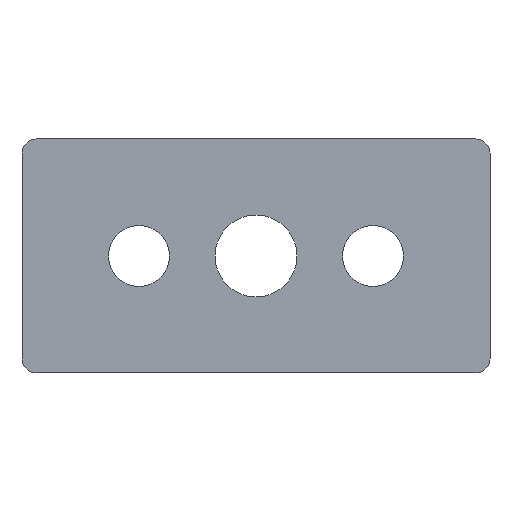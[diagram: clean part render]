
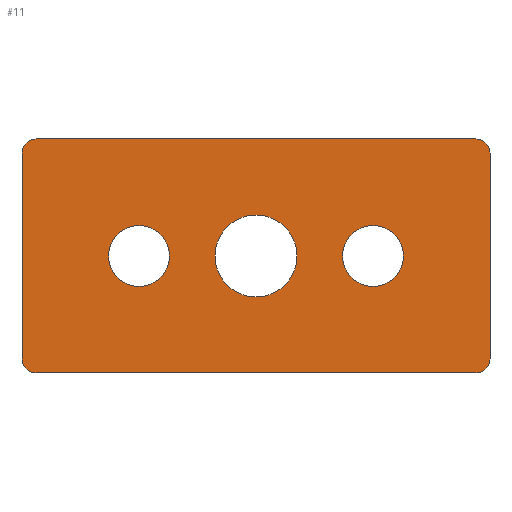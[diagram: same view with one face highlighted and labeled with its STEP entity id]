
A CAD part, front view. The second image highlights one B-rep face of the part: STEP entity #11.
In plain terms, the highlighted planar face has unit normal (0, -1, 0).
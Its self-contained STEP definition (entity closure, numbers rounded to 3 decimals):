
#11 = ADVANCED_FACE ( 'NONE', ( #259, #252, #247, #255 ), #457, .T. ) ;
#25 = VERTEX_POINT ( 'NONE', #533 ) ;
#27 = VERTEX_POINT ( 'NONE', #156 ) ;
#30 = VECTOR ( 'NONE', #530, 1000. ) ;
#38 = LINE ( 'NONE', #529, #30 ) ;
#50 = LINE ( 'NONE', #408, #69 ) ;
#54 = VECTOR ( 'NONE', #424, 1000. ) ;
#58 = LINE ( 'NONE', #423, #54 ) ;
#61 = VECTOR ( 'NONE', #418, 1000. ) ;
#64 = LINE ( 'NONE', #417, #61 ) ;
#69 = VECTOR ( 'NONE', #411, 1000. ) ;
#70 = CARTESIAN_POINT ( 'NONE',  ( 0., 0., 0. ) ) ;
#74 = VERTEX_POINT ( 'NONE', #155 ) ;
#86 = EDGE_LOOP ( 'NONE', ( #343 ) ) ;
#99 = VERTEX_POINT ( 'NONE', #308 ) ;
#102 = VERTEX_POINT ( 'NONE', #309 ) ;
#104 = VERTEX_POINT ( 'NONE', #304 ) ;
#108 = EDGE_CURVE ( 'NONE', #25, #25, #219, .T. ) ;
#109 = EDGE_CURVE ( 'NONE', #74, #74, #216, .T. ) ;
#110 = EDGE_CURVE ( 'NONE', #27, #27, #215, .T. ) ;
#111 = EDGE_CURVE ( 'NONE', #350, #104, #214, .T. ) ;
#112 = EDGE_CURVE ( 'NONE', #99, #102, #224, .T. ) ;
#113 = EDGE_CURVE ( 'NONE', #383, #348, #218, .T. ) ;
#114 = EDGE_CURVE ( 'NONE', #352, #385, #213, .T. ) ;
#121 = EDGE_CURVE ( 'NONE', #383, #102, #50, .T. ) ;
#125 = EDGE_CURVE ( 'NONE', #352, #348, #64, .T. ) ;
#128 = EDGE_CURVE ( 'NONE', #350, #385, #58, .T. ) ;
#137 = EDGE_CURVE ( 'NONE', #99, #104, #38, .T. ) ;
#148 = AXIS2_PLACEMENT_3D ( 'NONE', #459, #456, #461 ) ;
#149 = CARTESIAN_POINT ( 'NONE',  ( -47., 0., 25. ) ) ;
#150 = CARTESIAN_POINT ( 'NONE',  ( -50., 0., -22. ) ) ;
#153 = CARTESIAN_POINT ( 'NONE',  ( -50., 0., 22. ) ) ;
#154 = CARTESIAN_POINT ( 'NONE',  ( 50., 0., 22. ) ) ;
#155 = CARTESIAN_POINT ( 'NONE',  ( -25., 0., -6.5 ) ) ;
#156 = CARTESIAN_POINT ( 'NONE',  ( 25., 0., -6.5 ) ) ;
#196 = AXIS2_PLACEMENT_3D ( 'NONE', #70, #482, #483 ) ;
#197 = AXIS2_PLACEMENT_3D ( 'NONE', #484, #485, #486 ) ;
#198 = AXIS2_PLACEMENT_3D ( 'NONE', #487, #488, #489 ) ;
#199 = AXIS2_PLACEMENT_3D ( 'NONE', #490, #491, #492 ) ;
#200 = AXIS2_PLACEMENT_3D ( 'NONE', #493, #494, #495 ) ;
#201 = AXIS2_PLACEMENT_3D ( 'NONE', #496, #497, #498 ) ;
#202 = AXIS2_PLACEMENT_3D ( 'NONE', #499, #500, #501 ) ;
#213 = CIRCLE ( 'NONE', #202, 3. ) ;
#214 = CIRCLE ( 'NONE', #199, 3. ) ;
#215 = CIRCLE ( 'NONE', #198, 6.5 ) ;
#216 = CIRCLE ( 'NONE', #197, 6.5 ) ;
#218 = CIRCLE ( 'NONE', #201, 3. ) ;
#219 = CIRCLE ( 'NONE', #196, 8.75 ) ;
#224 = CIRCLE ( 'NONE', #200, 3. ) ;
#247 = FACE_BOUND ( 'NONE', #86, .T. ) ;
#252 = FACE_BOUND ( 'NONE', #397, .T. ) ;
#255 = FACE_OUTER_BOUND ( 'NONE', #399, .T. ) ;
#259 = FACE_BOUND ( 'NONE', #398, .T. ) ;
#304 = CARTESIAN_POINT ( 'NONE',  ( -47., 0., -25. ) ) ;
#308 = CARTESIAN_POINT ( 'NONE',  ( 47., 0., -25. ) ) ;
#309 = CARTESIAN_POINT ( 'NONE',  ( 50., 0., -22. ) ) ;
#334 = ORIENTED_EDGE ( 'NONE', *, *, #114, .T. ) ;
#335 = ORIENTED_EDGE ( 'NONE', *, *, #125, .F. ) ;
#336 = ORIENTED_EDGE ( 'NONE', *, *, #113, .T. ) ;
#337 = ORIENTED_EDGE ( 'NONE', *, *, #121, .F. ) ;
#338 = ORIENTED_EDGE ( 'NONE', *, *, #112, .T. ) ;
#340 = ORIENTED_EDGE ( 'NONE', *, *, #137, .F. ) ;
#341 = ORIENTED_EDGE ( 'NONE', *, *, #111, .T. ) ;
#342 = ORIENTED_EDGE ( 'NONE', *, *, #128, .F. ) ;
#343 = ORIENTED_EDGE ( 'NONE', *, *, #110, .F. ) ;
#344 = ORIENTED_EDGE ( 'NONE', *, *, #109, .F. ) ;
#345 = ORIENTED_EDGE ( 'NONE', *, *, #108, .T. ) ;
#348 = VERTEX_POINT ( 'NONE', #534 ) ;
#350 = VERTEX_POINT ( 'NONE', #150 ) ;
#352 = VERTEX_POINT ( 'NONE', #149 ) ;
#383 = VERTEX_POINT ( 'NONE', #154 ) ;
#385 = VERTEX_POINT ( 'NONE', #153 ) ;
#397 = EDGE_LOOP ( 'NONE', ( #344 ) ) ;
#398 = EDGE_LOOP ( 'NONE', ( #345 ) ) ;
#399 = EDGE_LOOP ( 'NONE', ( #342, #341, #340, #338, #337, #336, #335, #334 ) ) ;
#408 = CARTESIAN_POINT ( 'NONE',  ( 50., 0., 25. ) ) ;
#411 = DIRECTION ( 'NONE',  ( 0., 0., -1. ) ) ;
#417 = CARTESIAN_POINT ( 'NONE',  ( -50., 0., 25. ) ) ;
#418 = DIRECTION ( 'NONE',  ( 1., 0., 0. ) ) ;
#423 = CARTESIAN_POINT ( 'NONE',  ( -50., 0., 25. ) ) ;
#424 = DIRECTION ( 'NONE',  ( 0., 0., 1. ) ) ;
#456 = DIRECTION ( 'NONE',  ( 0., -1., 0. ) ) ;
#457 = PLANE ( 'NONE',  #148 ) ;
#459 = CARTESIAN_POINT ( 'NONE',  ( -50., 0., -25. ) ) ;
#461 = DIRECTION ( 'NONE',  ( 0., 0., -1. ) ) ;
#482 = DIRECTION ( 'NONE',  ( 0., 1., 0. ) ) ;
#483 = DIRECTION ( 'NONE',  ( 0., 0., 1. ) ) ;
#484 = CARTESIAN_POINT ( 'NONE',  ( -25., 0., 0. ) ) ;
#485 = DIRECTION ( 'NONE',  ( 0., -1., 0. ) ) ;
#486 = DIRECTION ( 'NONE',  ( 0., 0., -1. ) ) ;
#487 = CARTESIAN_POINT ( 'NONE',  ( 25., 0., 0. ) ) ;
#488 = DIRECTION ( 'NONE',  ( 0., -1., 0. ) ) ;
#489 = DIRECTION ( 'NONE',  ( 0., 0., -1. ) ) ;
#490 = CARTESIAN_POINT ( 'NONE',  ( -47., 0., -22. ) ) ;
#491 = DIRECTION ( 'NONE',  ( 0., -1., 0. ) ) ;
#492 = DIRECTION ( 'NONE',  ( 0., 0., -1. ) ) ;
#493 = CARTESIAN_POINT ( 'NONE',  ( 47., 0., -22. ) ) ;
#494 = DIRECTION ( 'NONE',  ( 0., -1., 0. ) ) ;
#495 = DIRECTION ( 'NONE',  ( 0., 0., -1. ) ) ;
#496 = CARTESIAN_POINT ( 'NONE',  ( 47., 0., 22. ) ) ;
#497 = DIRECTION ( 'NONE',  ( 0., -1., 0. ) ) ;
#498 = DIRECTION ( 'NONE',  ( 0., 0., -1. ) ) ;
#499 = CARTESIAN_POINT ( 'NONE',  ( -47., 0., 22. ) ) ;
#500 = DIRECTION ( 'NONE',  ( 0., -1., 0. ) ) ;
#501 = DIRECTION ( 'NONE',  ( 0., 0., -1. ) ) ;
#529 = CARTESIAN_POINT ( 'NONE',  ( -50., 0., -25. ) ) ;
#530 = DIRECTION ( 'NONE',  ( -1., 0., 0. ) ) ;
#533 = CARTESIAN_POINT ( 'NONE',  ( 0., 0., 8.75 ) ) ;
#534 = CARTESIAN_POINT ( 'NONE',  ( 47., 0., 25. ) ) ;
